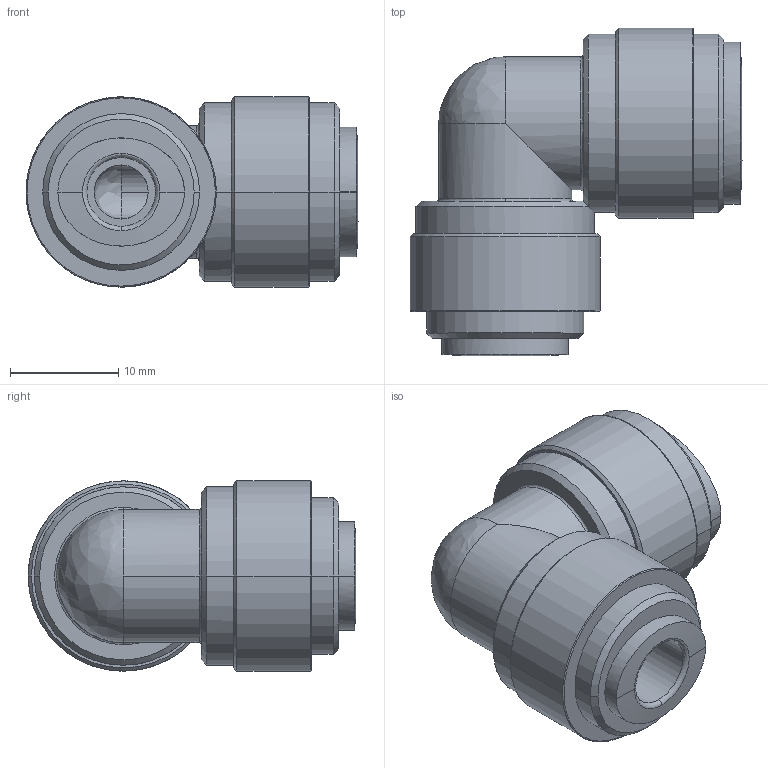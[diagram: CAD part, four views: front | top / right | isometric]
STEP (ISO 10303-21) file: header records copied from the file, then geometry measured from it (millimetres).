
FILE_DESCRIPTION (( 'STEP AP214' ), '1' );
FILE_NAME ('URL516-14-P.step', '2017-08-29T21:02:28', ( '' ), ( '' ), 'SwSTEP 2.0', 'SolidWorks 2017', '' );
FILE_SCHEMA (( 'AUTOMOTIVE_DESIGN' ));
Length unit declared in the file: inch
Products named in the file (1): URL516-14-P
Bounding box: 30.7 x 30.3 x 17.6 mm (x, y, z)
Volume: 6201.4 mm3; surface area: 3500.4 mm2
Topology: 1 solids, 1 shells, 67 faces, 165 edges, 104 vertices
Faces by surface type: cylinder 24, bspline 22, cone 11, plane 10
Entity records: 3848 total; most frequent: CARTESIAN_POINT 2331, ORIENTED_EDGE 326, DIRECTION 296, EDGE_CURVE 163, AXIS2_PLACEMENT_3D 131, VERTEX_POINT 104, CIRCLE 85, EDGE_LOOP 77
